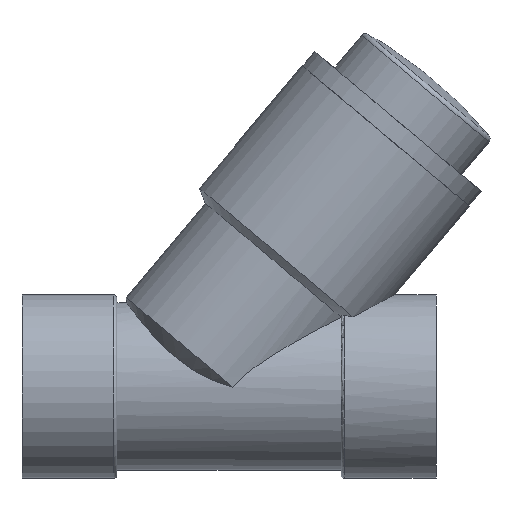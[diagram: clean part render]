
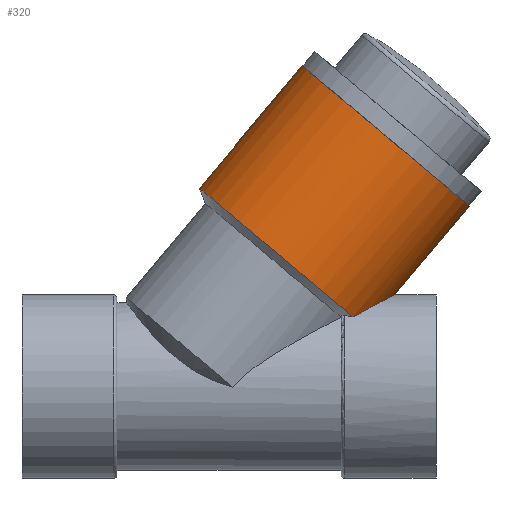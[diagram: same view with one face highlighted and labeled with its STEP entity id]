
A CAD part, front view. The second image highlights one B-rep face of the part: STEP entity #320.
In plain terms, the highlighted cylindrical face has radius 69 mm (diameter 138 mm), a full revolution.
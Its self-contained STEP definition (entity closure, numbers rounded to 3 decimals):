
#34=B_SPLINE_CURVE_WITH_KNOTS($,3,(#535,#536,#537,#538,#539,#540,#541,#542,
#543,#544,#545,#546),.UNSPECIFIED.,.F.,.F.,(4,2,2,2,2,4),(-17.749,
-17.511,-16.325,-15.139,-13.952,-12.766),
 .UNSPECIFIED.);
#37=B_SPLINE_CURVE_WITH_KNOTS($,3,(#561,#562,#563,#564,#565,#566,#567,#568,
#569,#570,#571,#572),.UNSPECIFIED.,.F.,.F.,(4,2,2,2,2,4),(30.98,
32.166,33.352,34.538,35.725,35.962),
 .UNSPECIFIED.);
#47=CYLINDRICAL_SURFACE($,#360,69.);
#65=FACE_BOUND($,#112,.T.);
#79=FACE_OUTER_BOUND($,#111,.T.);
#111=EDGE_LOOP($,(#248));
#112=EDGE_LOOP($,(#249,#250,#251));
#138=CIRCLE($,#343,69.);
#148=CIRCLE($,#361,69.);
#161=VERTEX_POINT($,#508);
#170=VERTEX_POINT($,#533);
#171=VERTEX_POINT($,#534);
#174=VERTEX_POINT($,#556);
#192=EDGE_CURVE($,#161,#161,#138,.T.);
#201=EDGE_CURVE($,#170,#171,#34,.T.);
#205=EDGE_CURVE($,#171,#174,#37,.T.);
#206=EDGE_CURVE($,#170,#174,#148,.T.);
#248=ORIENTED_EDGE($,*,*,#192,.F.);
#249=ORIENTED_EDGE($,*,*,#205,.T.);
#250=ORIENTED_EDGE($,*,*,#206,.F.);
#251=ORIENTED_EDGE($,*,*,#201,.T.);
#320=ADVANCED_FACE($,(#79,#65),#47,.T.);
#343=AXIS2_PLACEMENT_3D($,#509,#400,#401);
#360=AXIS2_PLACEMENT_3D($,#573,#434,#435);
#361=AXIS2_PLACEMENT_3D($,#574,#436,#437);
#400=DIRECTION('center_axis',(0.643,0.,0.766));
#401=DIRECTION('ref_axis',(-0.766,0.,0.643));
#434=DIRECTION('center_axis',(-0.643,0.,-0.766));
#435=DIRECTION('ref_axis',(-0.766,0.,0.643));
#436=DIRECTION('center_axis',(-0.643,0.,-0.766));
#437=DIRECTION('ref_axis',(-0.766,0.,0.643));
#508=CARTESIAN_POINT('',(255.318,33.934,114.219));
#509=CARTESIAN_POINT('Origin',(202.461,33.934,158.571));
#533=CARTESIAN_POINT('',(181.801,-3.783,44.061));
#534=CARTESIAN_POINT('',(208.145,33.934,58.));
#535=CARTESIAN_POINT('Ctrl Pts',(181.801,-3.783,44.061));
#536=CARTESIAN_POINT('Ctrl Pts',(182.413,-3.393,44.395));
#537=CARTESIAN_POINT('Ctrl Pts',(183.019,-2.997,44.725));
#538=CARTESIAN_POINT('Ctrl Pts',(186.616,-0.592,46.675));
#539=CARTESIAN_POINT('Ctrl Pts',(189.657,1.693,48.305));
#540=CARTESIAN_POINT('Ctrl Pts',(195.395,6.807,51.351));
#541=CARTESIAN_POINT('Ctrl Pts',(198.092,9.637,52.769));
#542=CARTESIAN_POINT('Ctrl Pts',(202.721,15.795,55.19));
#543=CARTESIAN_POINT('Ctrl Pts',(204.655,19.123,56.193));
#544=CARTESIAN_POINT('Ctrl Pts',(207.365,26.217,57.598));
#545=CARTESIAN_POINT('Ctrl Pts',(208.145,29.981,58.));
#546=CARTESIAN_POINT('Ctrl Pts',(208.145,33.934,58.));
#556=CARTESIAN_POINT('',(181.801,71.652,44.061));
#561=CARTESIAN_POINT('Ctrl Pts',(208.145,33.934,58.));
#562=CARTESIAN_POINT('Ctrl Pts',(208.145,37.888,58.));
#563=CARTESIAN_POINT('Ctrl Pts',(207.365,41.652,57.598));
#564=CARTESIAN_POINT('Ctrl Pts',(204.655,48.746,56.193));
#565=CARTESIAN_POINT('Ctrl Pts',(202.721,52.074,55.19));
#566=CARTESIAN_POINT('Ctrl Pts',(198.092,58.232,52.769));
#567=CARTESIAN_POINT('Ctrl Pts',(195.395,61.062,51.351));
#568=CARTESIAN_POINT('Ctrl Pts',(189.657,66.176,48.305));
#569=CARTESIAN_POINT('Ctrl Pts',(186.616,68.461,46.675));
#570=CARTESIAN_POINT('Ctrl Pts',(183.019,70.866,44.725));
#571=CARTESIAN_POINT('Ctrl Pts',(182.413,71.262,44.395));
#572=CARTESIAN_POINT('Ctrl Pts',(181.801,71.652,44.061));
#573=CARTESIAN_POINT('Origin',(156.823,33.934,104.182));
#574=CARTESIAN_POINT('Origin',(137.54,33.934,81.201));
